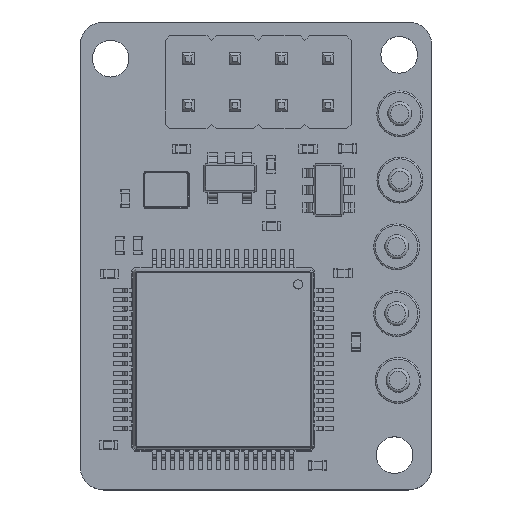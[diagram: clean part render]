
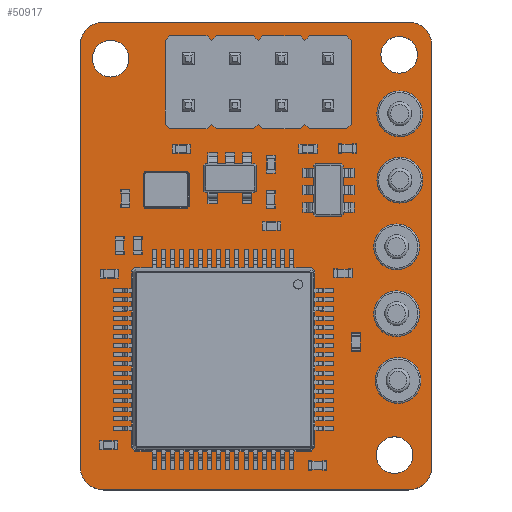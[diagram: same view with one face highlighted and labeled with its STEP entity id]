
A CAD part, top view. The second image highlights one B-rep face of the part: STEP entity #50917.
In plain terms, the highlighted planar face has unit normal (0, 0, 1).
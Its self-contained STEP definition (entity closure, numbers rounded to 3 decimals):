
#50584 = VERTEX_POINT('',#50585);
#50585 = CARTESIAN_POINT('',(208.284,-50.279,2.63));
#50591 = EDGE_CURVE('',#50584,#50592,#50594,.T.);
#50592 = VERTEX_POINT('',#50593);
#50593 = CARTESIAN_POINT('',(209.554,-51.542,2.63));
#50594 = CIRCLE('',#50595,1.27);
#50595 = AXIS2_PLACEMENT_3D('',#50596,#50597,#50598);
#50596 = CARTESIAN_POINT('',(208.284,-51.549,2.63));
#50597 = DIRECTION('',(0.,0.,-1.));
#50598 = DIRECTION('',(0.,1.,0.));
#50626 = VERTEX_POINT('',#50627);
#50627 = CARTESIAN_POINT('',(208.279,-50.279,2.63));
#50633 = EDGE_CURVE('',#50626,#50584,#50634,.T.);
#50634 = LINE('',#50635,#50636);
#50635 = CARTESIAN_POINT('',(208.279,-50.279,2.63));
#50636 = VECTOR('',#50637,1.);
#50637 = DIRECTION('',(1.,-0.006,0.));
#50655 = EDGE_CURVE('',#50592,#50656,#50658,.T.);
#50656 = VERTEX_POINT('',#50657);
#50657 = CARTESIAN_POINT('',(209.554,-74.542,2.63));
#50658 = LINE('',#50659,#50660);
#50659 = CARTESIAN_POINT('',(209.554,-51.542,2.63));
#50660 = VECTOR('',#50661,1.);
#50661 = DIRECTION('',(0.,-1.,0.));
#50917 = ADVANCED_FACE('',(#50918,#50972,#50983,#50994,#51005,#51016,
    #51027,#51038,#51049,#51060,#51071,#51082,#51093,#51104,#51115,
    #51126,#51137),#51148,.T.);
#50918 = FACE_BOUND('',#50919,.T.);
#50919 = EDGE_LOOP('',(#50920,#50921,#50922,#50930,#50939,#50947,#50956,
    #50964,#50971));
#50920 = ORIENTED_EDGE('',*,*,#50591,.F.);
#50921 = ORIENTED_EDGE('',*,*,#50633,.F.);
#50922 = ORIENTED_EDGE('',*,*,#50923,.F.);
#50923 = EDGE_CURVE('',#50924,#50626,#50926,.T.);
#50924 = VERTEX_POINT('',#50925);
#50925 = CARTESIAN_POINT('',(191.629,-50.279,2.63));
#50926 = LINE('',#50927,#50928);
#50927 = CARTESIAN_POINT('',(191.629,-50.279,2.63));
#50928 = VECTOR('',#50929,1.);
#50929 = DIRECTION('',(1.,0.,0.));
#50930 = ORIENTED_EDGE('',*,*,#50931,.F.);
#50931 = EDGE_CURVE('',#50932,#50924,#50934,.T.);
#50932 = VERTEX_POINT('',#50933);
#50933 = CARTESIAN_POINT('',(190.366,-51.549,2.63));
#50934 = CIRCLE('',#50935,1.27);
#50935 = AXIS2_PLACEMENT_3D('',#50936,#50937,#50938);
#50936 = CARTESIAN_POINT('',(191.636,-51.549,2.63));
#50937 = DIRECTION('',(0.,0.,-1.));
#50938 = DIRECTION('',(-1.,0.,-0.));
#50939 = ORIENTED_EDGE('',*,*,#50940,.F.);
#50940 = EDGE_CURVE('',#50941,#50932,#50943,.T.);
#50941 = VERTEX_POINT('',#50942);
#50942 = CARTESIAN_POINT('',(190.366,-74.549,2.63));
#50943 = LINE('',#50944,#50945);
#50944 = CARTESIAN_POINT('',(190.366,-74.549,2.63));
#50945 = VECTOR('',#50946,1.);
#50946 = DIRECTION('',(0.,1.,0.));
#50947 = ORIENTED_EDGE('',*,*,#50948,.F.);
#50948 = EDGE_CURVE('',#50949,#50941,#50951,.T.);
#50949 = VERTEX_POINT('',#50950);
#50950 = CARTESIAN_POINT('',(191.636,-75.812,2.63));
#50951 = CIRCLE('',#50952,1.267);
#50952 = AXIS2_PLACEMENT_3D('',#50953,#50954,#50955);
#50953 = CARTESIAN_POINT('',(191.632,-74.545,2.63));
#50954 = DIRECTION('',(0.,0.,-1.));
#50955 = DIRECTION('',(0.003,-1.,0.));
#50956 = ORIENTED_EDGE('',*,*,#50957,.F.);
#50957 = EDGE_CURVE('',#50958,#50949,#50960,.T.);
#50958 = VERTEX_POINT('',#50959);
#50959 = CARTESIAN_POINT('',(208.29,-75.812,2.63));
#50960 = LINE('',#50961,#50962);
#50961 = CARTESIAN_POINT('',(208.29,-75.812,2.63));
#50962 = VECTOR('',#50963,1.);
#50963 = DIRECTION('',(-1.,0.,0.));
#50964 = ORIENTED_EDGE('',*,*,#50965,.F.);
#50965 = EDGE_CURVE('',#50656,#50958,#50966,.T.);
#50966 = CIRCLE('',#50967,1.267);
#50967 = AXIS2_PLACEMENT_3D('',#50968,#50969,#50970);
#50968 = CARTESIAN_POINT('',(208.287,-74.545,2.63));
#50969 = DIRECTION('',(0.,0.,-1.));
#50970 = DIRECTION('',(1.,0.003,0.));
#50971 = ORIENTED_EDGE('',*,*,#50655,.F.);
#50972 = FACE_BOUND('',#50973,.T.);
#50973 = EDGE_LOOP('',(#50974));
#50974 = ORIENTED_EDGE('',*,*,#50975,.T.);
#50975 = EDGE_CURVE('',#50976,#50976,#50978,.T.);
#50976 = VERTEX_POINT('',#50977);
#50977 = CARTESIAN_POINT('',(207.518,-74.914,2.63));
#50978 = CIRCLE('',#50979,1.);
#50979 = AXIS2_PLACEMENT_3D('',#50980,#50981,#50982);
#50980 = CARTESIAN_POINT('',(207.518,-73.914,2.63));
#50981 = DIRECTION('',(-0.,0.,-1.));
#50982 = DIRECTION('',(-0.,-1.,0.));
#50983 = FACE_BOUND('',#50984,.T.);
#50984 = EDGE_LOOP('',(#50985));
#50985 = ORIENTED_EDGE('',*,*,#50986,.T.);
#50986 = EDGE_CURVE('',#50987,#50987,#50989,.T.);
#50987 = VERTEX_POINT('',#50988);
#50988 = CARTESIAN_POINT('',(207.71,-70.49,2.63));
#50989 = CIRCLE('',#50990,0.65);
#50990 = AXIS2_PLACEMENT_3D('',#50991,#50992,#50993);
#50991 = CARTESIAN_POINT('',(207.71,-69.84,2.63));
#50992 = DIRECTION('',(-0.,0.,-1.));
#50993 = DIRECTION('',(-0.,-1.,0.));
#50994 = FACE_BOUND('',#50995,.T.);
#50995 = EDGE_LOOP('',(#50996));
#50996 = ORIENTED_EDGE('',*,*,#50997,.T.);
#50997 = EDGE_CURVE('',#50998,#50998,#51000,.T.);
#50998 = VERTEX_POINT('',#50999);
#50999 = CARTESIAN_POINT('',(207.63,-66.85,2.63));
#51000 = CIRCLE('',#51001,0.65);
#51001 = AXIS2_PLACEMENT_3D('',#51002,#51003,#51004);
#51002 = CARTESIAN_POINT('',(207.63,-66.2,2.63));
#51003 = DIRECTION('',(-0.,0.,-1.));
#51004 = DIRECTION('',(-0.,-1.,0.));
#51005 = FACE_BOUND('',#51006,.T.);
#51006 = EDGE_LOOP('',(#51007));
#51007 = ORIENTED_EDGE('',*,*,#51008,.T.);
#51008 = EDGE_CURVE('',#51009,#51009,#51011,.T.);
#51009 = VERTEX_POINT('',#51010);
#51010 = CARTESIAN_POINT('',(192.024,-53.28,2.63));
#51011 = CIRCLE('',#51012,1.);
#51012 = AXIS2_PLACEMENT_3D('',#51013,#51014,#51015);
#51013 = CARTESIAN_POINT('',(192.024,-52.28,2.63));
#51014 = DIRECTION('',(-0.,0.,-1.));
#51015 = DIRECTION('',(-0.,-1.,0.));
#51016 = FACE_BOUND('',#51017,.T.);
#51017 = EDGE_LOOP('',(#51018));
#51018 = ORIENTED_EDGE('',*,*,#51019,.T.);
#51019 = EDGE_CURVE('',#51020,#51020,#51022,.T.);
#51020 = VERTEX_POINT('',#51021);
#51021 = CARTESIAN_POINT('',(196.27,-55.34,2.63));
#51022 = CIRCLE('',#51023,0.5);
#51023 = AXIS2_PLACEMENT_3D('',#51024,#51025,#51026);
#51024 = CARTESIAN_POINT('',(196.27,-54.84,2.63));
#51025 = DIRECTION('',(-0.,0.,-1.));
#51026 = DIRECTION('',(-0.,-1.,0.));
#51027 = FACE_BOUND('',#51028,.T.);
#51028 = EDGE_LOOP('',(#51029));
#51029 = ORIENTED_EDGE('',*,*,#51030,.T.);
#51030 = EDGE_CURVE('',#51031,#51031,#51033,.T.);
#51031 = VERTEX_POINT('',#51032);
#51032 = CARTESIAN_POINT('',(198.81,-55.34,2.63));
#51033 = CIRCLE('',#51034,0.5);
#51034 = AXIS2_PLACEMENT_3D('',#51035,#51036,#51037);
#51035 = CARTESIAN_POINT('',(198.81,-54.84,2.63));
#51036 = DIRECTION('',(-0.,0.,-1.));
#51037 = DIRECTION('',(-0.,-1.,0.));
#51038 = FACE_BOUND('',#51039,.T.);
#51039 = EDGE_LOOP('',(#51040));
#51040 = ORIENTED_EDGE('',*,*,#51041,.T.);
#51041 = EDGE_CURVE('',#51042,#51042,#51044,.T.);
#51042 = VERTEX_POINT('',#51043);
#51043 = CARTESIAN_POINT('',(196.27,-52.8,2.63));
#51044 = CIRCLE('',#51045,0.5);
#51045 = AXIS2_PLACEMENT_3D('',#51046,#51047,#51048);
#51046 = CARTESIAN_POINT('',(196.27,-52.3,2.63));
#51047 = DIRECTION('',(-0.,0.,-1.));
#51048 = DIRECTION('',(-0.,-1.,0.));
#51049 = FACE_BOUND('',#51050,.T.);
#51050 = EDGE_LOOP('',(#51051));
#51051 = ORIENTED_EDGE('',*,*,#51052,.T.);
#51052 = EDGE_CURVE('',#51053,#51053,#51055,.T.);
#51053 = VERTEX_POINT('',#51054);
#51054 = CARTESIAN_POINT('',(198.81,-52.8,2.63));
#51055 = CIRCLE('',#51056,0.5);
#51056 = AXIS2_PLACEMENT_3D('',#51057,#51058,#51059);
#51057 = CARTESIAN_POINT('',(198.81,-52.3,2.63));
#51058 = DIRECTION('',(-0.,0.,-1.));
#51059 = DIRECTION('',(-0.,-1.,0.));
#51060 = FACE_BOUND('',#51061,.T.);
#51061 = EDGE_LOOP('',(#51062));
#51062 = ORIENTED_EDGE('',*,*,#51063,.T.);
#51063 = EDGE_CURVE('',#51064,#51064,#51066,.T.);
#51064 = VERTEX_POINT('',#51065);
#51065 = CARTESIAN_POINT('',(207.63,-63.2,2.63));
#51066 = CIRCLE('',#51067,0.65);
#51067 = AXIS2_PLACEMENT_3D('',#51068,#51069,#51070);
#51068 = CARTESIAN_POINT('',(207.63,-62.55,2.63));
#51069 = DIRECTION('',(-0.,0.,-1.));
#51070 = DIRECTION('',(-0.,-1.,0.));
#51071 = FACE_BOUND('',#51072,.T.);
#51072 = EDGE_LOOP('',(#51073));
#51073 = ORIENTED_EDGE('',*,*,#51074,.T.);
#51074 = EDGE_CURVE('',#51075,#51075,#51077,.T.);
#51075 = VERTEX_POINT('',#51076);
#51076 = CARTESIAN_POINT('',(207.81,-59.56,2.63));
#51077 = CIRCLE('',#51078,0.65);
#51078 = AXIS2_PLACEMENT_3D('',#51079,#51080,#51081);
#51079 = CARTESIAN_POINT('',(207.81,-58.91,2.63));
#51080 = DIRECTION('',(-0.,0.,-1.));
#51081 = DIRECTION('',(-0.,-1.,0.));
#51082 = FACE_BOUND('',#51083,.T.);
#51083 = EDGE_LOOP('',(#51084));
#51084 = ORIENTED_EDGE('',*,*,#51085,.T.);
#51085 = EDGE_CURVE('',#51086,#51086,#51088,.T.);
#51086 = VERTEX_POINT('',#51087);
#51087 = CARTESIAN_POINT('',(201.35,-55.34,2.63));
#51088 = CIRCLE('',#51089,0.5);
#51089 = AXIS2_PLACEMENT_3D('',#51090,#51091,#51092);
#51090 = CARTESIAN_POINT('',(201.35,-54.84,2.63));
#51091 = DIRECTION('',(-0.,0.,-1.));
#51092 = DIRECTION('',(-0.,-1.,0.));
#51093 = FACE_BOUND('',#51094,.T.);
#51094 = EDGE_LOOP('',(#51095));
#51095 = ORIENTED_EDGE('',*,*,#51096,.T.);
#51096 = EDGE_CURVE('',#51097,#51097,#51099,.T.);
#51097 = VERTEX_POINT('',#51098);
#51098 = CARTESIAN_POINT('',(203.89,-55.34,2.63));
#51099 = CIRCLE('',#51100,0.5);
#51100 = AXIS2_PLACEMENT_3D('',#51101,#51102,#51103);
#51101 = CARTESIAN_POINT('',(203.89,-54.84,2.63));
#51102 = DIRECTION('',(-0.,0.,-1.));
#51103 = DIRECTION('',(-0.,-1.,0.));
#51104 = FACE_BOUND('',#51105,.T.);
#51105 = EDGE_LOOP('',(#51106));
#51106 = ORIENTED_EDGE('',*,*,#51107,.T.);
#51107 = EDGE_CURVE('',#51108,#51108,#51110,.T.);
#51108 = VERTEX_POINT('',#51109);
#51109 = CARTESIAN_POINT('',(201.35,-52.8,2.63));
#51110 = CIRCLE('',#51111,0.5);
#51111 = AXIS2_PLACEMENT_3D('',#51112,#51113,#51114);
#51112 = CARTESIAN_POINT('',(201.35,-52.3,2.63));
#51113 = DIRECTION('',(-0.,0.,-1.));
#51114 = DIRECTION('',(-0.,-1.,0.));
#51115 = FACE_BOUND('',#51116,.T.);
#51116 = EDGE_LOOP('',(#51117));
#51117 = ORIENTED_EDGE('',*,*,#51118,.T.);
#51118 = EDGE_CURVE('',#51119,#51119,#51121,.T.);
#51119 = VERTEX_POINT('',#51120);
#51120 = CARTESIAN_POINT('',(203.89,-52.8,2.63));
#51121 = CIRCLE('',#51122,0.5);
#51122 = AXIS2_PLACEMENT_3D('',#51123,#51124,#51125);
#51123 = CARTESIAN_POINT('',(203.89,-52.3,2.63));
#51124 = DIRECTION('',(-0.,0.,-1.));
#51125 = DIRECTION('',(-0.,-1.,0.));
#51126 = FACE_BOUND('',#51127,.T.);
#51127 = EDGE_LOOP('',(#51128));
#51128 = ORIENTED_EDGE('',*,*,#51129,.T.);
#51129 = EDGE_CURVE('',#51130,#51130,#51132,.T.);
#51130 = VERTEX_POINT('',#51131);
#51131 = CARTESIAN_POINT('',(207.8,-55.94,2.63));
#51132 = CIRCLE('',#51133,0.65);
#51133 = AXIS2_PLACEMENT_3D('',#51134,#51135,#51136);
#51134 = CARTESIAN_POINT('',(207.8,-55.29,2.63));
#51135 = DIRECTION('',(-0.,0.,-1.));
#51136 = DIRECTION('',(-0.,-1.,0.));
#51137 = FACE_BOUND('',#51138,.T.);
#51138 = EDGE_LOOP('',(#51139));
#51139 = ORIENTED_EDGE('',*,*,#51140,.T.);
#51140 = EDGE_CURVE('',#51141,#51141,#51143,.T.);
#51141 = VERTEX_POINT('',#51142);
#51142 = CARTESIAN_POINT('',(207.772,-53.07,2.63));
#51143 = CIRCLE('',#51144,1.);
#51144 = AXIS2_PLACEMENT_3D('',#51145,#51146,#51147);
#51145 = CARTESIAN_POINT('',(207.772,-52.07,2.63));
#51146 = DIRECTION('',(-0.,0.,-1.));
#51147 = DIRECTION('',(-0.,-1.,0.));
#51148 = PLANE('',#51149);
#51149 = AXIS2_PLACEMENT_3D('',#51150,#51151,#51152);
#51150 = CARTESIAN_POINT('',(0.,0.,2.63));
#51151 = DIRECTION('',(0.,0.,1.));
#51152 = DIRECTION('',(1.,0.,-0.));
